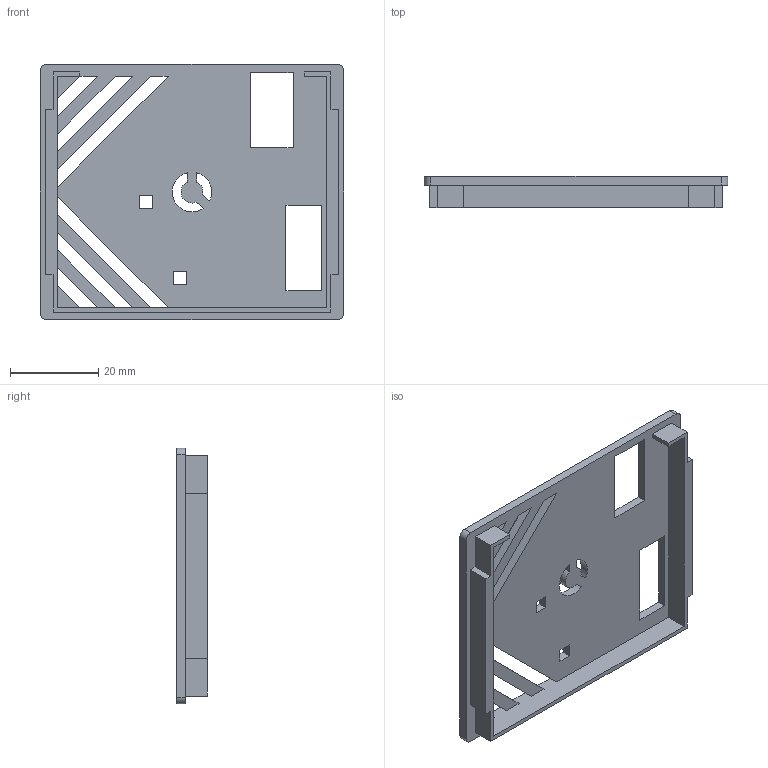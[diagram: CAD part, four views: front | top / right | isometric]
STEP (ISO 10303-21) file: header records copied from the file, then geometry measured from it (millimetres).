
FILE_DESCRIPTION((''),'2;1');
FILE_NAME('TRACKERCASEV1','2023-03-14T16:14:00',('elija'),(''),'CREO PARAMETRIC BY PTC INC, 2022024','CREO PARAMETRIC BY PTC INC, 2022024','');
FILE_SCHEMA(('CONFIG_CONTROL_DESIGN'));
Length unit declared in the file: millimetre
Products named in the file (1): TRACKERCASEV1
Bounding box: 68.8 x 7 x 57.9 mm (x, y, z)
Volume: 7995.6 mm3; surface area: 9798.6 mm2
Topology: 1 solids, 1 shells, 74 faces, 228 edges, 151 vertices
Faces by surface type: plane 66, cylinder 8
Entity records: 2590 total; most frequent: ORIENTED_EDGE 456, CARTESIAN_POINT 453, DIRECTION 392, EDGE_CURVE 228, VECTOR 212, LINE 212, VERTEX_POINT 151, EDGE_LOOP 93
